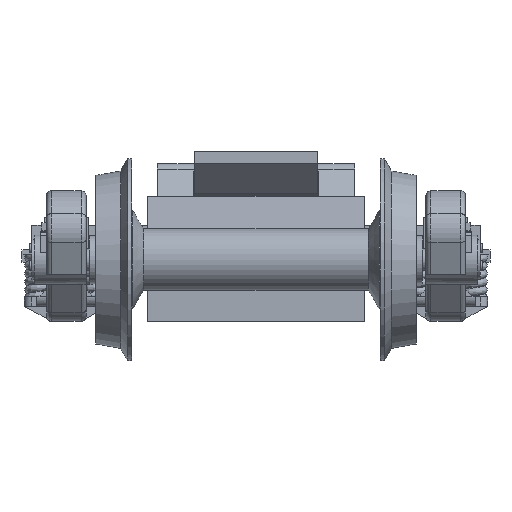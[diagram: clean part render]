
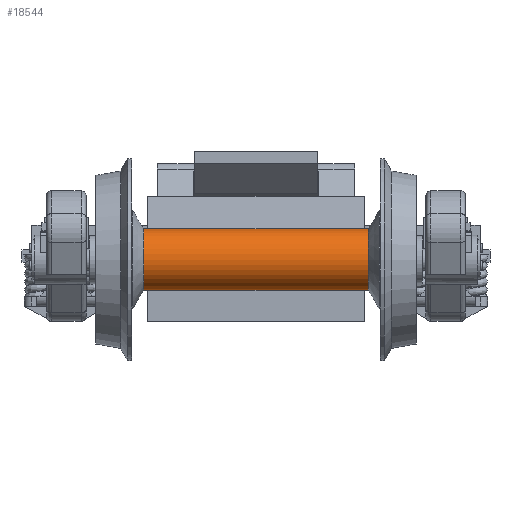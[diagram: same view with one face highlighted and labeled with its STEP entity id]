
A CAD part, front view. The second image highlights one B-rep face of the part: STEP entity #18544.
In plain terms, the highlighted cylindrical face has radius 2.5 mm (diameter 5 mm), a full revolution.
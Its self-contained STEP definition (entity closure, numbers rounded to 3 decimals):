
#876=CYLINDRICAL_SURFACE('',#19795,2.5);
#1896=FACE_OUTER_BOUND('',#2984,.T.);
#2984=EDGE_LOOP('',(#12799,#12800,#12801,#12802));
#4140=LINE('',#26543,#5781);
#5781=VECTOR('',#21547,2.5);
#7425=CIRCLE('',#19786,2.5);
#7430=CIRCLE('',#19796,2.5);
#8043=VERTEX_POINT('',#26522);
#8048=VERTEX_POINT('',#26541);
#9888=EDGE_CURVE('',#8043,#8043,#7425,.T.);
#9896=EDGE_CURVE('',#8048,#8048,#7430,.T.);
#9897=EDGE_CURVE('',#8048,#8043,#4140,.T.);
#12799=ORIENTED_EDGE('',*,*,#9896,.F.);
#12800=ORIENTED_EDGE('',*,*,#9897,.T.);
#12801=ORIENTED_EDGE('',*,*,#9888,.T.);
#12802=ORIENTED_EDGE('',*,*,#9897,.F.);
#18544=ADVANCED_FACE('',(#1896),#876,.T.);
#19786=AXIS2_PLACEMENT_3D('',#26524,#21522,#21523);
#19795=AXIS2_PLACEMENT_3D('',#26540,#21543,#21544);
#19796=AXIS2_PLACEMENT_3D('',#26542,#21545,#21546);
#21522=DIRECTION('center_axis',(1.,0.,0.));
#21523=DIRECTION('ref_axis',(0.,0.,-1.));
#21543=DIRECTION('center_axis',(1.,0.,0.));
#21544=DIRECTION('ref_axis',(0.,1.,0.));
#21545=DIRECTION('center_axis',(1.,0.,0.));
#21546=DIRECTION('ref_axis',(0.,0.,-1.));
#21547=DIRECTION('',(-1.,0.,0.));
#26522=CARTESIAN_POINT('',(-9.134,-16.55,0.));
#26524=CARTESIAN_POINT('Origin',(-9.134,-14.05,0.));
#26540=CARTESIAN_POINT('Origin',(4.567,-14.05,0.));
#26541=CARTESIAN_POINT('',(9.134,-16.55,0.));
#26542=CARTESIAN_POINT('Origin',(9.134,-14.05,0.));
#26543=CARTESIAN_POINT('',(4.567,-16.55,0.));
